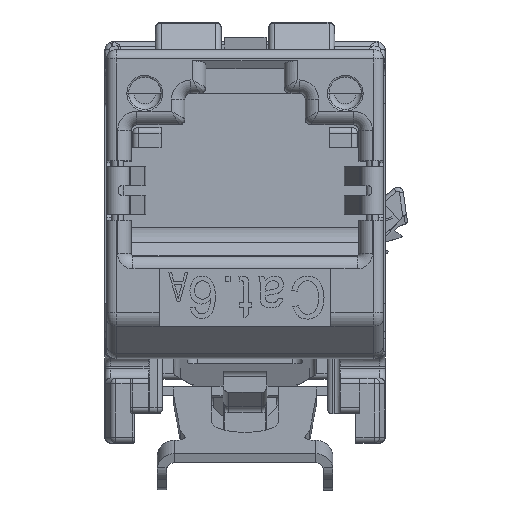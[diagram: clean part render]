
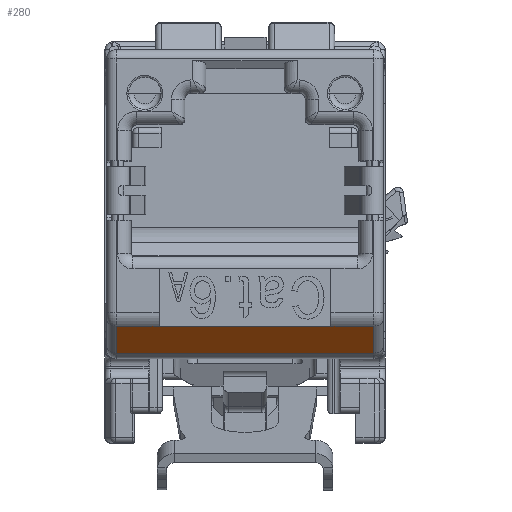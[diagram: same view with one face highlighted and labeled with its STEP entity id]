
A CAD part, top view. The second image highlights one B-rep face of the part: STEP entity #280.
In plain terms, the highlighted planar face has unit normal (0, -0.707, 0.707).
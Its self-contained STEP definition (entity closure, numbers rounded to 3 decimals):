
#280 = ADVANCED_FACE ( 'NONE', ( #41578 ), #76019, .F. ) ;
#1148 = VECTOR ( 'NONE', #62674, 1000. ) ;
#6195 = EDGE_CURVE ( 'NONE', #76343, #27097, #39417, .T. ) ;
#6526 = LINE ( 'NONE', #20975, #59255 ) ;
#7411 = CARTESIAN_POINT ( 'NONE',  ( 6.75, -6.393, -0.293 ) ) ;
#8967 = ORIENTED_EDGE ( 'NONE', *, *, #98105, .F. ) ;
#10664 = EDGE_LOOP ( 'NONE', ( #35238, #51647, #85451, #87694, #89309, #47180, #8967, #23074 ) ) ;
#14798 = VECTOR ( 'NONE', #61274, 1000. ) ;
#16990 = EDGE_CURVE ( 'NONE', #76006, #96833, #99523, .T. ) ;
#18582 = VECTOR ( 'NONE', #61065, 1000. ) ;
#18716 = LINE ( 'NONE', #49846, #78951 ) ;
#20975 = CARTESIAN_POINT ( 'NONE',  ( -7.25, -6.4, -0.3 ) ) ;
#23074 = ORIENTED_EDGE ( 'NONE', *, *, #6195, .T. ) ;
#23727 = EDGE_CURVE ( 'NONE', #58767, #76006, #67424, .T. ) ;
#27097 = VERTEX_POINT ( 'NONE', #91558 ) ;
#34039 = DIRECTION ( 'NONE',  ( -1., 0., 0. ) ) ;
#35238 = ORIENTED_EDGE ( 'NONE', *, *, #86117, .T. ) ;
#37245 = EDGE_CURVE ( 'NONE', #54297, #58767, #49468, .T. ) ;
#39222 = LINE ( 'NONE', #69577, #1148 ) ;
#39259 = VECTOR ( 'NONE', #85278, 1000. ) ;
#39417 = LINE ( 'NONE', #68650, #18582 ) ;
#41578 = FACE_OUTER_BOUND ( 'NONE', #10664, .T. ) ;
#45047 = CARTESIAN_POINT ( 'NONE',  ( 4.5, -6.393, -0.293 ) ) ;
#45049 = DIRECTION ( 'NONE',  ( 0., 0.707, -0.707 ) ) ;
#47180 = ORIENTED_EDGE ( 'NONE', *, *, #65872, .T. ) ;
#49468 = LINE ( 'NONE', #62125, #77791 ) ;
#49846 = CARTESIAN_POINT ( 'NONE',  ( -7.25, -6.393, -0.293 ) ) ;
#51647 = ORIENTED_EDGE ( 'NONE', *, *, #88903, .T. ) ;
#52201 = DIRECTION ( 'NONE',  ( 1., 0., 0. ) ) ;
#54297 = VERTEX_POINT ( 'NONE', #78013 ) ;
#56481 = LINE ( 'NONE', #93561, #14798 ) ;
#58320 = CARTESIAN_POINT ( 'NONE',  ( 6.75, -6.393, -0.293 ) ) ;
#58710 = VECTOR ( 'NONE', #89654, 1000. ) ;
#58767 = VERTEX_POINT ( 'NONE', #75246 ) ;
#59255 = VECTOR ( 'NONE', #52201, 1000. ) ;
#61048 = CARTESIAN_POINT ( 'NONE',  ( 4.5, -6.4, -0.3 ) ) ;
#61065 = DIRECTION ( 'NONE',  ( 0., 0.707, 0.707 ) ) ;
#61274 = DIRECTION ( 'NONE',  ( 0., -0.707, -0.707 ) ) ;
#62125 = CARTESIAN_POINT ( 'NONE',  ( 7.25, -7.807, -1.707 ) ) ;
#62570 = CARTESIAN_POINT ( 'NONE',  ( 4.5, -6.393, -0.293 ) ) ;
#62674 = DIRECTION ( 'NONE',  ( 0., -0.707, -0.707 ) ) ;
#65872 = EDGE_CURVE ( 'NONE', #96833, #101112, #39222, .T. ) ;
#67424 = LINE ( 'NONE', #58320, #58710 ) ;
#68121 = CARTESIAN_POINT ( 'NONE',  ( -7.25, -6.1, 0. ) ) ;
#68650 = CARTESIAN_POINT ( 'NONE',  ( -4.5, -6.1, 0. ) ) ;
#69577 = CARTESIAN_POINT ( 'NONE',  ( 4.5, -6.1, 0. ) ) ;
#75246 = CARTESIAN_POINT ( 'NONE',  ( 6.75, -7.807, -1.707 ) ) ;
#76006 = VERTEX_POINT ( 'NONE', #7411 ) ;
#76019 = PLANE ( 'NONE',  #87475 ) ;
#76343 = VERTEX_POINT ( 'NONE', #83541 ) ;
#77791 = VECTOR ( 'NONE', #101661, 1000. ) ;
#78013 = CARTESIAN_POINT ( 'NONE',  ( -6.75, -7.807, -1.707 ) ) ;
#78951 = VECTOR ( 'NONE', #34039, 1000. ) ;
#81430 = CARTESIAN_POINT ( 'NONE',  ( -6.75, -6.393, -0.293 ) ) ;
#83541 = CARTESIAN_POINT ( 'NONE',  ( -4.5, -6.4, -0.3 ) ) ;
#85278 = DIRECTION ( 'NONE',  ( -1., 0., 0. ) ) ;
#85451 = ORIENTED_EDGE ( 'NONE', *, *, #37245, .T. ) ;
#86117 = EDGE_CURVE ( 'NONE', #27097, #97965, #18716, .T. ) ;
#87475 = AXIS2_PLACEMENT_3D ( 'NONE', #68121, #45049, #100056 ) ;
#87694 = ORIENTED_EDGE ( 'NONE', *, *, #23727, .T. ) ;
#88903 = EDGE_CURVE ( 'NONE', #97965, #54297, #56481, .T. ) ;
#89309 = ORIENTED_EDGE ( 'NONE', *, *, #16990, .T. ) ;
#89654 = DIRECTION ( 'NONE',  ( 0., 0.707, 0.707 ) ) ;
#91558 = CARTESIAN_POINT ( 'NONE',  ( -4.5, -6.393, -0.293 ) ) ;
#93561 = CARTESIAN_POINT ( 'NONE',  ( -6.75, -7.807, -1.707 ) ) ;
#96833 = VERTEX_POINT ( 'NONE', #62570 ) ;
#97965 = VERTEX_POINT ( 'NONE', #81430 ) ;
#98105 = EDGE_CURVE ( 'NONE', #76343, #101112, #6526, .T. ) ;
#99523 = LINE ( 'NONE', #45047, #39259 ) ;
#100056 = DIRECTION ( 'NONE',  ( 0., 0.707, 0.707 ) ) ;
#101112 = VERTEX_POINT ( 'NONE', #61048 ) ;
#101661 = DIRECTION ( 'NONE',  ( 1., 0., 0. ) ) ;
